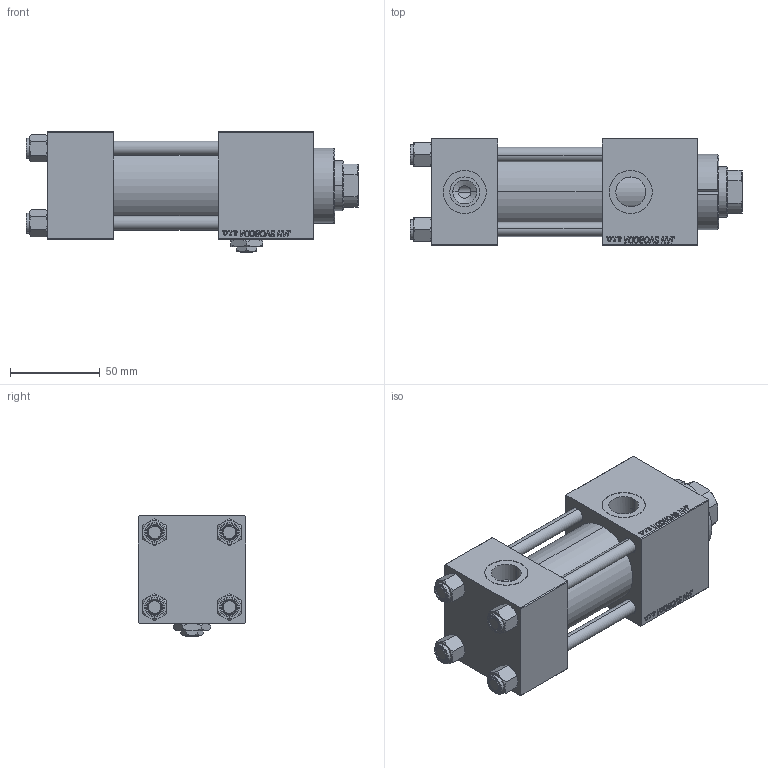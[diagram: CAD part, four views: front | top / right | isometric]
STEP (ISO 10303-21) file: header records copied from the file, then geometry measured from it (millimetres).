
FILE_DESCRIPTION (( 'STEP AP203' ), '1' );
FILE_NAME ('4187.STEP', '2022-04-15T19:50:33', ( '' ), ( '' ), 'SwSTEP 2.0', 'SolidWorks 2019', '' );
FILE_SCHEMA (( 'CONFIG_CONTROL_DESIGN' ));
Length unit declared in the file: millimetre
Products named in the file (7): Zatka_pro_OIL_PORT 8f4942c99741fb2a3e32635941bf61a8; V215CR_C_Body 8f4942c99741fb2a3e32635941bf61a8; 4187; V215CR_VCP_C 8f4942c99741fb2a3e32635941bf61a8; NUT_M5_C 8f4942c99741fb2a3e32635941bf61a8; V215CR_C_TYCINKA 8f4942c99741fb2a3e32635941bf61a8; V215_VC_A 8f4942c99741fb2a3e32635941bf61a8
Assembly tree (12 placements, depth 2):
  4187
    V215CR_C_Body 8f4942c99741fb2a3e32635941bf61a8
    V215CR_VCP_C 8f4942c99741fb2a3e32635941bf61a8
    NUT_M5_C 8f4942c99741fb2a3e32635941bf61a8  x4
    V215CR_C_TYCINKA 8f4942c99741fb2a3e32635941bf61a8  x4
    V215_VC_A 8f4942c99741fb2a3e32635941bf61a8
    Zatka_pro_OIL_PORT 8f4942c99741fb2a3e32635941bf61a8
Bounding box: 185 x 60 x 67 mm (x, y, z)
Volume: 422171.3 mm3; surface area: 112823.2 mm2
Topology: 12 solids, 12 shells, 1202 faces, 3009 edges, 1949 vertices
Faces by surface type: plane 552, bspline 392, cone 156, cylinder 94, torus 8
Entity records: 52162 total; most frequent: CARTESIAN_POINT 27734, ORIENTED_EDGE 5510, DIRECTION 3535, EDGE_CURVE 2755, VERTEX_POINT 1805, VECTOR 1635, LINE 1635, EDGE_LOOP 1214
